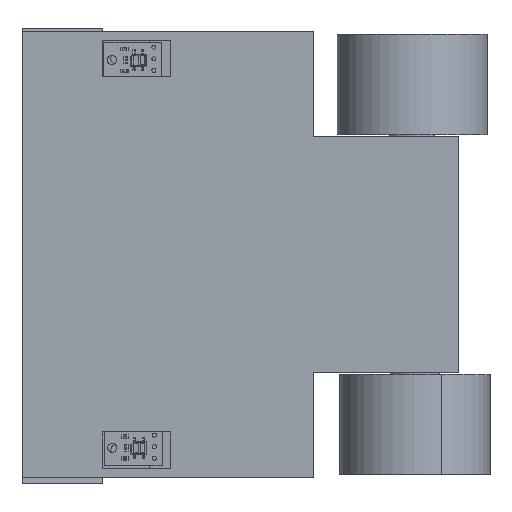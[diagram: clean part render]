
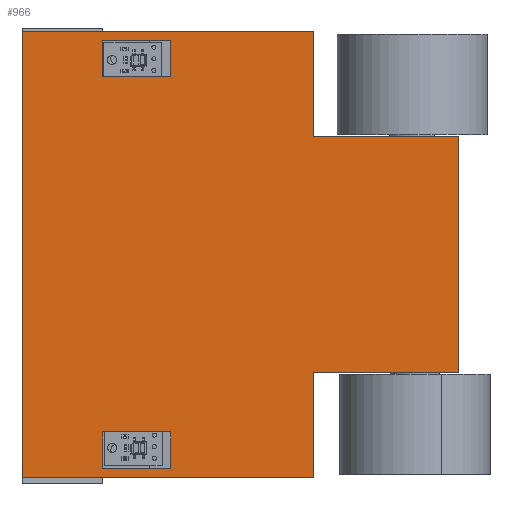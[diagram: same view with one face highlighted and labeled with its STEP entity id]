
A CAD part, front view. The second image highlights one B-rep face of the part: STEP entity #966.
In plain terms, the highlighted free-form (B-spline) face has degree [1, 1] with [2, 2] control points.
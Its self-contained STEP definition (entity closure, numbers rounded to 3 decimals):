
#244 = VERTEX_POINT('',#245);
#245 = CARTESIAN_POINT('',(-40.606,-15.271,
    51.665));
#250 = EDGE_CURVE('',#244,#251,#253,.T.);
#251 = VERTEX_POINT('',#252);
#252 = CARTESIAN_POINT('',(-20.734,-15.271,
    51.665));
#253 = B_SPLINE_CURVE_WITH_KNOTS('',1,(#254,#255),.UNSPECIFIED.,.F.,.F.,
  (2,2),(0.,15.),.PIECEWISE_BEZIER_KNOTS.);
#254 = CARTESIAN_POINT('',(-40.606,-15.271,
    51.665));
#255 = CARTESIAN_POINT('',(-20.734,-15.271,
    51.665));
#862 = VERTEX_POINT('',#863);
#863 = CARTESIAN_POINT('',(20.73,-15.271,
    -64.913));
#868 = EDGE_CURVE('',#862,#869,#871,.T.);
#869 = VERTEX_POINT('',#870);
#870 = CARTESIAN_POINT('',(-64.054,-15.271,
    -64.913));
#871 = B_SPLINE_CURVE_WITH_KNOTS('',1,(#872,#873),.UNSPECIFIED.,.F.,.F.,
  (2,2),(-64.,-0.),.PIECEWISE_BEZIER_KNOTS.);
#872 = CARTESIAN_POINT('',(20.73,-15.271,
    -64.913));
#873 = CARTESIAN_POINT('',(-64.054,-15.271,
    -64.913));
#927 = VERTEX_POINT('',#928);
#928 = CARTESIAN_POINT('',(20.73,-15.271,
    64.913));
#951 = VERTEX_POINT('',#952);
#952 = CARTESIAN_POINT('',(-64.054,-15.271,
    64.913));
#957 = EDGE_CURVE('',#951,#927,#958,.T.);
#958 = B_SPLINE_CURVE_WITH_KNOTS('',1,(#959,#960),.UNSPECIFIED.,.F.,.F.,
  (2,2),(0.,64.),.PIECEWISE_BEZIER_KNOTS.);
#959 = CARTESIAN_POINT('',(-64.054,-15.271,
    64.913));
#960 = CARTESIAN_POINT('',(20.73,-15.271,
    64.913));
#966 = ADVANCED_FACE('',(#967,#989,#1019),#1061,.F.);
#967 = FACE_BOUND('',#968,.T.);
#968 = EDGE_LOOP('',(#969,#970,#977,#984));
#969 = ORIENTED_EDGE('',*,*,#250,.F.);
#970 = ORIENTED_EDGE('',*,*,#971,.F.);
#971 = EDGE_CURVE('',#972,#244,#974,.T.);
#972 = VERTEX_POINT('',#973);
#973 = CARTESIAN_POINT('',(-40.606,-15.271,
    62.263));
#974 = B_SPLINE_CURVE_WITH_KNOTS('',1,(#975,#976),.UNSPECIFIED.,.F.,.F.,
  (2,2),(0.,8.),.PIECEWISE_BEZIER_KNOTS.);
#975 = CARTESIAN_POINT('',(-40.606,-15.271,
    62.263));
#976 = CARTESIAN_POINT('',(-40.606,-15.271,
    51.665));
#977 = ORIENTED_EDGE('',*,*,#978,.F.);
#978 = EDGE_CURVE('',#979,#972,#981,.T.);
#979 = VERTEX_POINT('',#980);
#980 = CARTESIAN_POINT('',(-20.734,-15.271,
    62.263));
#981 = B_SPLINE_CURVE_WITH_KNOTS('',1,(#982,#983),.UNSPECIFIED.,.F.,.F.,
  (2,2),(-15.,-0.),.PIECEWISE_BEZIER_KNOTS.);
#982 = CARTESIAN_POINT('',(-20.734,-15.271,
    62.263));
#983 = CARTESIAN_POINT('',(-40.606,-15.271,
    62.263));
#984 = ORIENTED_EDGE('',*,*,#985,.F.);
#985 = EDGE_CURVE('',#251,#979,#986,.T.);
#986 = B_SPLINE_CURVE_WITH_KNOTS('',1,(#987,#988),.UNSPECIFIED.,.F.,.F.,
  (2,2),(-8.,0.),.PIECEWISE_BEZIER_KNOTS.);
#987 = CARTESIAN_POINT('',(-20.734,-15.271,
    51.665));
#988 = CARTESIAN_POINT('',(-20.734,-15.271,
    62.263));
#989 = FACE_BOUND('',#990,.T.);
#990 = EDGE_LOOP('',(#991,#1000,#1007,#1014));
#991 = ORIENTED_EDGE('',*,*,#992,.F.);
#992 = EDGE_CURVE('',#993,#995,#997,.T.);
#993 = VERTEX_POINT('',#994);
#994 = CARTESIAN_POINT('',(-20.734,-15.271,
    -51.665));
#995 = VERTEX_POINT('',#996);
#996 = CARTESIAN_POINT('',(-40.606,-15.271,
    -51.665));
#997 = B_SPLINE_CURVE_WITH_KNOTS('',1,(#998,#999),.UNSPECIFIED.,.F.,.F.,
  (2,2),(0.,15.),.PIECEWISE_BEZIER_KNOTS.);
#998 = CARTESIAN_POINT('',(-20.734,-15.271,
    -51.665));
#999 = CARTESIAN_POINT('',(-40.606,-15.271,
    -51.665));
#1000 = ORIENTED_EDGE('',*,*,#1001,.F.);
#1001 = EDGE_CURVE('',#1002,#993,#1004,.T.);
#1002 = VERTEX_POINT('',#1003);
#1003 = CARTESIAN_POINT('',(-20.734,-15.271,
    -62.263));
#1004 = B_SPLINE_CURVE_WITH_KNOTS('',1,(#1005,#1006),.UNSPECIFIED.,.F.,
  .F.,(2,2),(0.,8.),.PIECEWISE_BEZIER_KNOTS.);
#1005 = CARTESIAN_POINT('',(-20.734,-15.271,
    -62.263));
#1006 = CARTESIAN_POINT('',(-20.734,-15.271,
    -51.665));
#1007 = ORIENTED_EDGE('',*,*,#1008,.F.);
#1008 = EDGE_CURVE('',#1009,#1002,#1011,.T.);
#1009 = VERTEX_POINT('',#1010);
#1010 = CARTESIAN_POINT('',(-40.606,-15.271,
    -62.263));
#1011 = B_SPLINE_CURVE_WITH_KNOTS('',1,(#1012,#1013),.UNSPECIFIED.,.F.,
  .F.,(2,2),(-15.,0.),.PIECEWISE_BEZIER_KNOTS.);
#1012 = CARTESIAN_POINT('',(-40.606,-15.271,
    -62.263));
#1013 = CARTESIAN_POINT('',(-20.734,-15.271,
    -62.263));
#1014 = ORIENTED_EDGE('',*,*,#1015,.F.);
#1015 = EDGE_CURVE('',#995,#1009,#1016,.T.);
#1016 = B_SPLINE_CURVE_WITH_KNOTS('',1,(#1017,#1018),.UNSPECIFIED.,.F.,
  .F.,(2,2),(-8.,-0.),.PIECEWISE_BEZIER_KNOTS.);
#1017 = CARTESIAN_POINT('',(-40.606,-15.271,
    -51.665));
#1018 = CARTESIAN_POINT('',(-40.606,-15.271,
    -62.263));
#1019 = FACE_BOUND('',#1020,.T.);
#1020 = EDGE_LOOP('',(#1021,#1030,#1037,#1044,#1049,#1050,#1055,#1056));
#1021 = ORIENTED_EDGE('',*,*,#1022,.T.);
#1022 = EDGE_CURVE('',#1023,#1025,#1027,.T.);
#1023 = VERTEX_POINT('',#1024);
#1024 = CARTESIAN_POINT('',(20.73,-15.271,
    -34.444));
#1025 = VERTEX_POINT('',#1026);
#1026 = CARTESIAN_POINT('',(63.093,-15.271,
    -34.444));
#1027 = B_SPLINE_CURVE_WITH_KNOTS('',1,(#1028,#1029),.UNSPECIFIED.,.F.,
  .F.,(2,2),(15.,46.977),.PIECEWISE_BEZIER_KNOTS.);
#1028 = CARTESIAN_POINT('',(20.73,-15.271,
    -34.444));
#1029 = CARTESIAN_POINT('',(63.093,-15.271,
    -34.444));
#1030 = ORIENTED_EDGE('',*,*,#1031,.T.);
#1031 = EDGE_CURVE('',#1025,#1032,#1034,.T.);
#1032 = VERTEX_POINT('',#1033);
#1033 = CARTESIAN_POINT('',(63.093,-15.271,
    34.444));
#1034 = B_SPLINE_CURVE_WITH_KNOTS('',1,(#1035,#1036),.UNSPECIFIED.,.F.,
  .F.,(2,2),(-26.,26.),.PIECEWISE_BEZIER_KNOTS.);
#1035 = CARTESIAN_POINT('',(63.093,-15.271,
    -34.444));
#1036 = CARTESIAN_POINT('',(63.093,-15.271,
    34.444));
#1037 = ORIENTED_EDGE('',*,*,#1038,.T.);
#1038 = EDGE_CURVE('',#1032,#1039,#1041,.T.);
#1039 = VERTEX_POINT('',#1040);
#1040 = CARTESIAN_POINT('',(20.73,-15.271,
    34.444));
#1041 = B_SPLINE_CURVE_WITH_KNOTS('',1,(#1042,#1043),.UNSPECIFIED.,.F.,
  .F.,(2,2),(-46.977,-15.),.PIECEWISE_BEZIER_KNOTS.);
#1042 = CARTESIAN_POINT('',(63.093,-15.271,
    34.444));
#1043 = CARTESIAN_POINT('',(20.73,-15.271,
    34.444));
#1044 = ORIENTED_EDGE('',*,*,#1045,.T.);
#1045 = EDGE_CURVE('',#1039,#927,#1046,.T.);
#1046 = B_SPLINE_CURVE_WITH_KNOTS('',1,(#1047,#1048),.UNSPECIFIED.,.F.,
  .F.,(2,2),(26.,49.),.PIECEWISE_BEZIER_KNOTS.);
#1047 = CARTESIAN_POINT('',(20.73,-15.271,
    34.444));
#1048 = CARTESIAN_POINT('',(20.73,-15.271,
    64.913));
#1049 = ORIENTED_EDGE('',*,*,#957,.F.);
#1050 = ORIENTED_EDGE('',*,*,#1051,.F.);
#1051 = EDGE_CURVE('',#869,#951,#1052,.T.);
#1052 = B_SPLINE_CURVE_WITH_KNOTS('',1,(#1053,#1054),.UNSPECIFIED.,.F.,
  .F.,(2,2),(0.,98.),.PIECEWISE_BEZIER_KNOTS.);
#1053 = CARTESIAN_POINT('',(-64.054,-15.271,
    -64.913));
#1054 = CARTESIAN_POINT('',(-64.054,-15.271,
    64.913));
#1055 = ORIENTED_EDGE('',*,*,#868,.F.);
#1056 = ORIENTED_EDGE('',*,*,#1057,.T.);
#1057 = EDGE_CURVE('',#862,#1023,#1058,.T.);
#1058 = B_SPLINE_CURVE_WITH_KNOTS('',1,(#1059,#1060),.UNSPECIFIED.,.F.,
  .F.,(2,2),(-49.,-26.),.PIECEWISE_BEZIER_KNOTS.);
#1059 = CARTESIAN_POINT('',(20.73,-15.271,
    -64.913));
#1060 = CARTESIAN_POINT('',(20.73,-15.271,
    -34.444));
#1061 = B_SPLINE_SURFACE_WITH_KNOTS('',1,1,(
    (#1062,#1063)
    ,(#1064,#1065
    )),.UNSPECIFIED.,.F.,.F.,.F.,(2,2),(2,2),(-49.,49.),(-49.,
    46.977),.PIECEWISE_BEZIER_KNOTS.);
#1062 = CARTESIAN_POINT('',(-64.054,-15.271,
    -64.913));
#1063 = CARTESIAN_POINT('',(63.093,-15.271,
    -64.913));
#1064 = CARTESIAN_POINT('',(-64.054,-15.271,
    64.913));
#1065 = CARTESIAN_POINT('',(63.093,-15.271,
    64.913));
